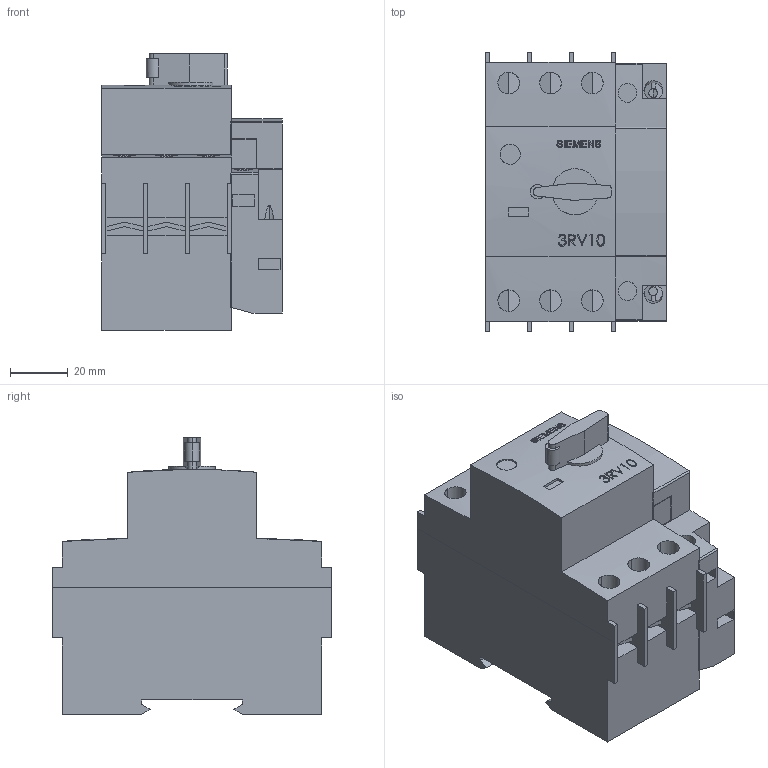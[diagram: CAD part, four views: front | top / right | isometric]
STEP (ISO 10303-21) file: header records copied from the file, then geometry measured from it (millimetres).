
FILE_DESCRIPTION (( 'STEP AP214' ), '1' );
FILE_NAME ('3RV1121-xxx10_3.STEP', '2013-03-25T13:02:43', ( '' ), ( '' ), 'SwSTEP 2.0', 'SolidWorks 2013', '' );
FILE_SCHEMA (( 'AUTOMOTIVE_DESIGN' ));
Length unit declared in the file: millimetre
Products named in the file (3): 3RV1901-2A_1; 3RV102x-xxxx0_1_1; 3RV1121-xxx10_3
Assembly tree (2 placements, depth 2):
  3RV1121-xxx10_3
    3RV102x-xxxx0_1_1
    3RV1901-2A_1
Bounding box: 62.69 x 97 x 96 mm (x, y, z)
Volume: 360083.6 mm3; surface area: 57609.9 mm2
Topology: 2 solids, 2 shells, 505 faces, 1421 edges, 944 vertices
Faces by surface type: plane 360, cylinder 87, bspline 58
Entity records: 26748 total; most frequent: CARTESIAN_POINT 8805, ORIENTED_EDGE 2842, DIRECTION 2051, EDGE_CURVE 1421, LINE 1011, VECTOR 1011, VERTEX_POINT 944, EDGE_LOOP 549
